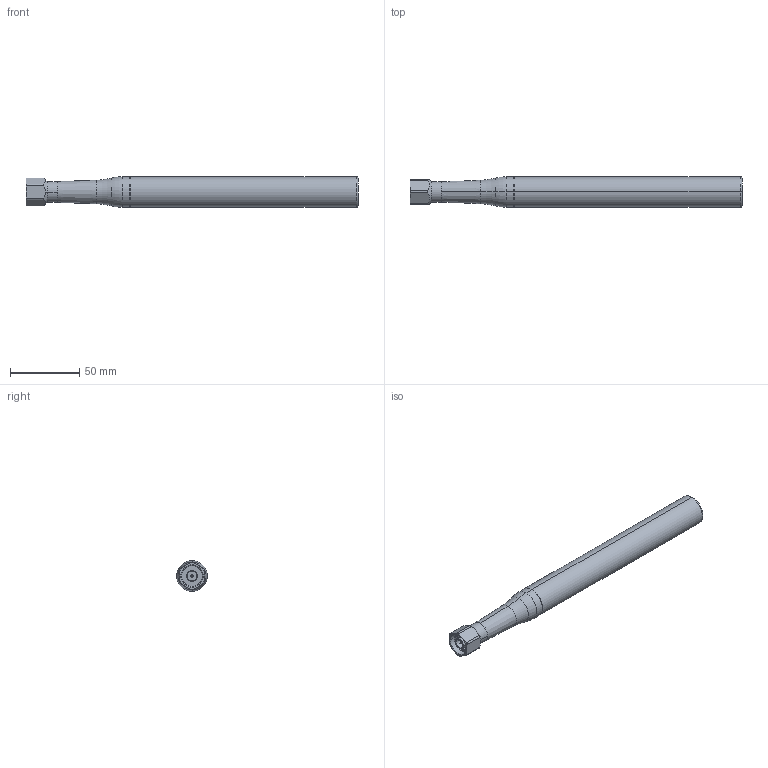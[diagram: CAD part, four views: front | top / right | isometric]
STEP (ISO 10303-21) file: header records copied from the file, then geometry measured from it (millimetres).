
FILE_DESCRIPTION (( 'STEP AP214' ), '1' );
FILE_NAME ('Spring_Antenna_Length242mm_Shape_3D.STEP', '2025-10-30T13:20:36', ( '' ), ( '' ), 'SwSTEP 2.0', 'SolidWorks 2025', '' );
FILE_SCHEMA (( 'AUTOMOTIVE_DESIGN' ));
Length unit declared in the file: millimetre
Products named in the file (1): Spring_Antenna_Length242mm_Shape_3D
Bounding box: 239.6 x 22 x 22 mm (x, y, z)
Volume: 79675.9 mm3; surface area: 17377.3 mm2
Topology: 1 solids, 1 shells, 108 faces, 254 edges, 154 vertices
Faces by surface type: cylinder 42, cone 40, plane 14, torus 12
Entity records: 3207 total; most frequent: CARTESIAN_POINT 625, DIRECTION 598, ORIENTED_EDGE 508, AXIS2_PLACEMENT_3D 255, EDGE_CURVE 254, VERTEX_POINT 154, CIRCLE 146, EDGE_LOOP 114
